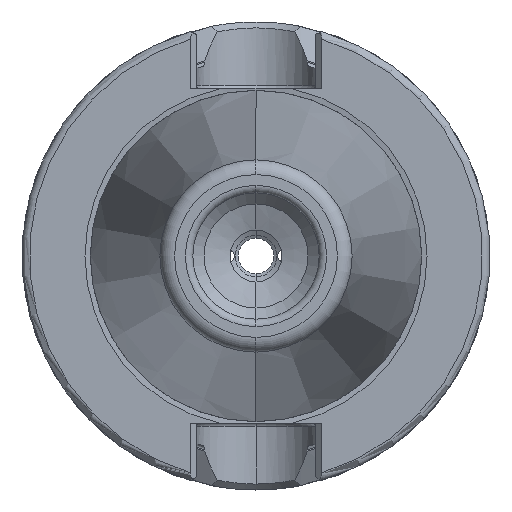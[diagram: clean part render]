
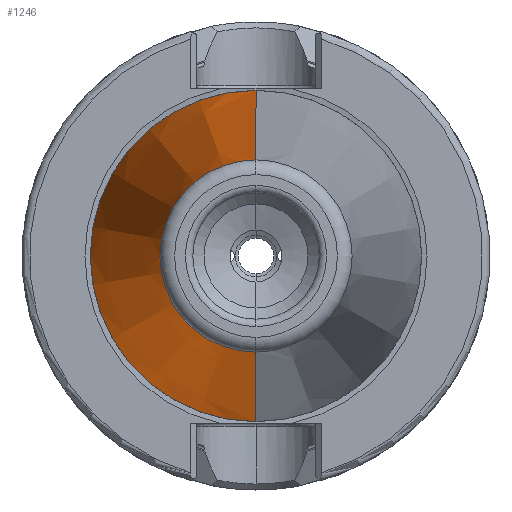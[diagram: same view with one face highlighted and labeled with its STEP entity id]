
A CAD part, left-side view. The second image highlights one B-rep face of the part: STEP entity #1246.
In plain terms, the highlighted conical face has half-angle 8.297 degrees and reference radius 22.298 mm.
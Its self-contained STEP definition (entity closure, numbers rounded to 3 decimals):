
#121 = AXIS2_PLACEMENT_3D ( 'NONE', #2044, #330, #2328 ) ;
#247 = DIRECTION ( 'NONE',  ( 0., 0., 1. ) ) ;
#288 = EDGE_CURVE ( 'NONE', #2721, #325, #3291, .T. ) ;
#325 = VERTEX_POINT ( 'NONE', #3275 ) ;
#330 = DIRECTION ( 'NONE',  ( -1., 0., 0. ) ) ;
#392 = CARTESIAN_POINT ( 'NONE',  ( -153.689, 0., -12.937 ) ) ;
#461 = EDGE_LOOP ( 'NONE', ( #808, #1279, #1756, #1195 ) ) ;
#681 = CARTESIAN_POINT ( 'NONE',  ( -89.5, 0., -22.298 ) ) ;
#714 = LINE ( 'NONE', #3057, #3592 ) ;
#808 = ORIENTED_EDGE ( 'NONE', *, *, #2240, .F. ) ;
#865 = FACE_OUTER_BOUND ( 'NONE', #461, .T. ) ;
#876 = CARTESIAN_POINT ( 'NONE',  ( -89.5, 0., 0. ) ) ;
#1117 = EDGE_CURVE ( 'NONE', #3282, #325, #1986, .T. ) ;
#1195 = ORIENTED_EDGE ( 'NONE', *, *, #288, .F. ) ;
#1246 = ADVANCED_FACE ( 'NONE', ( #865 ), #1446, .T. ) ;
#1279 = ORIENTED_EDGE ( 'NONE', *, *, #1973, .T. ) ;
#1446 = CONICAL_SURFACE ( 'NONE', #3711, 22.298, 0.145 ) ;
#1756 = ORIENTED_EDGE ( 'NONE', *, *, #1117, .T. ) ;
#1964 = DIRECTION ( 'NONE',  ( -1., 0., 0. ) ) ;
#1973 = EDGE_CURVE ( 'NONE', #3706, #3282, #714, .T. ) ;
#1986 = CIRCLE ( 'NONE', #2937, 22.298 ) ;
#2044 = CARTESIAN_POINT ( 'NONE',  ( -153.689, 0., 0. ) ) ;
#2162 = DIRECTION ( 'NONE',  ( 0.99, 0., 0.144 ) ) ;
#2240 = EDGE_CURVE ( 'NONE', #3706, #2721, #3539, .T. ) ;
#2328 = DIRECTION ( 'NONE',  ( 0., 0., 1. ) ) ;
#2425 = VECTOR ( 'NONE', #3264, 1000. ) ;
#2721 = VERTEX_POINT ( 'NONE', #392 ) ;
#2882 = DIRECTION ( 'NONE',  ( 0., 0., -1. ) ) ;
#2937 = AXIS2_PLACEMENT_3D ( 'NONE', #3696, #1964, #247 ) ;
#3057 = CARTESIAN_POINT ( 'NONE',  ( -89.5, 0., 22.298 ) ) ;
#3214 = CARTESIAN_POINT ( 'NONE',  ( -153.689, 0., 12.937 ) ) ;
#3263 = CARTESIAN_POINT ( 'NONE',  ( -89.5, 0., 22.298 ) ) ;
#3264 = DIRECTION ( 'NONE',  ( 0.99, 0., -0.144 ) ) ;
#3275 = CARTESIAN_POINT ( 'NONE',  ( -89.5, 0., -22.298 ) ) ;
#3282 = VERTEX_POINT ( 'NONE', #3263 ) ;
#3291 = LINE ( 'NONE', #681, #2425 ) ;
#3443 = DIRECTION ( 'NONE',  ( 1., 0., 0. ) ) ;
#3539 = CIRCLE ( 'NONE', #121, 12.937 ) ;
#3592 = VECTOR ( 'NONE', #2162, 1000. ) ;
#3696 = CARTESIAN_POINT ( 'NONE',  ( -89.5, 0., 0. ) ) ;
#3706 = VERTEX_POINT ( 'NONE', #3214 ) ;
#3711 = AXIS2_PLACEMENT_3D ( 'NONE', #876, #3443, #2882 ) ;
